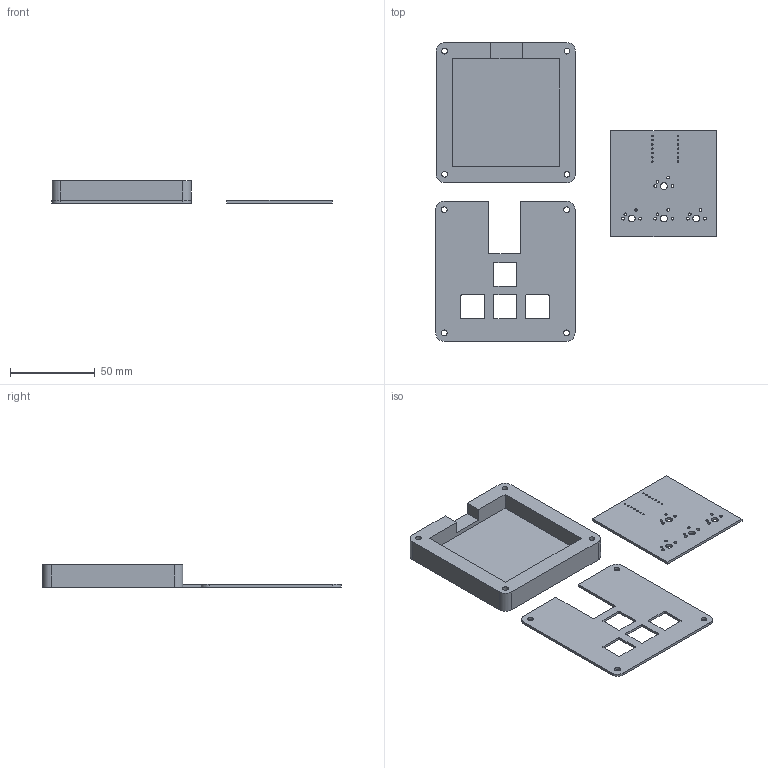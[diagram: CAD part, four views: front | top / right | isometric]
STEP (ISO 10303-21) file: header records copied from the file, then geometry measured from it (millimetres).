
FILE_DESCRIPTION(/* description */ (''),/* implementation_level */ '2;1');
FILE_NAME(/* name */ 'final.step',/* time_stamp */ '2026-01-17T15:59:12-05:00',/* author */ (''),/* organization */ (''),/* preprocessor_version */ 'ST-DEVELOPER v20.1',/* originating_system */ 'Autodesk Translation Framework v14.21.0.0',/* authorisation */ '');
FILE_SCHEMA (('AUTOMOTIVE_DESIGN { 1 0 10303 214 3 1 1 }'));
Length unit declared in the file: millimetre
Products named in the file (4): 2025-12-19-02-14-30-015; 2026-01-17-14-46-56-735; Official 2 1; Official 2_PCB
Assembly tree (3 placements, depth 3):
  2025-12-19-02-14-30-015
    2026-01-17-14-46-56-735
    Official 2 1
      Official 2_PCB
Bounding box: 165.46 x 176.13 x 13 mm (x, y, z)
Volume: 59566.1 mm3; surface area: 40668.2 mm2
Topology: 3 solids, 3 shells, 257 faces, 717 edges, 478 vertices
Faces by surface type: plane 95, bspline 92, cylinder 70
Full cylindrical faces by diameter (mm): 0.889 x14, 1.5 x8, 1.7 x8, 3.4 x8, 4 x4, 6 x4
Entity records: 9435 total; most frequent: CARTESIAN_POINT 3023, ORIENTED_EDGE 1434, DIRECTION 1017, EDGE_CURVE 717, VERTEX_POINT 478, LINE 393, VECTOR 393, EDGE_LOOP 361
